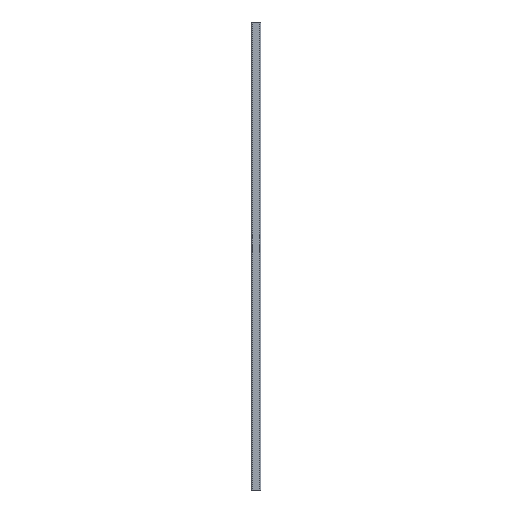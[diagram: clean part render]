
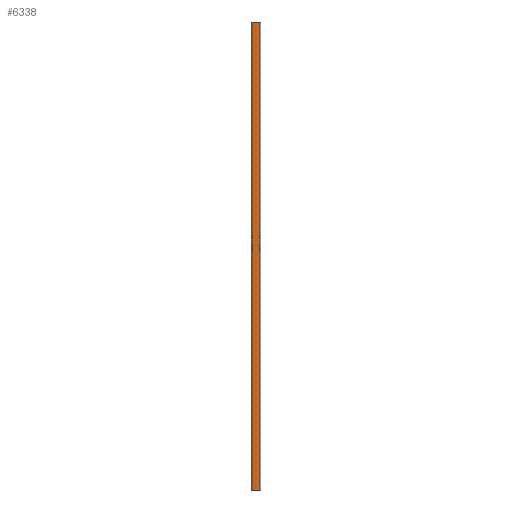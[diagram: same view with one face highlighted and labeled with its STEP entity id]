
A CAD part, left-side view. The second image highlights one B-rep face of the part: STEP entity #6338.
In plain terms, the highlighted planar face has unit normal (-1, 0, 0).
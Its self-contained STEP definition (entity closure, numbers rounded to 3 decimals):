
#1001 = FACE_OUTER_BOUND ( 'NONE', #35501, .T. ) ;
#1072 = VECTOR ( 'NONE', #17538, 1000. ) ;
#4509 = ORIENTED_EDGE ( 'NONE', *, *, #23630, .T. ) ;
#5758 = LINE ( 'NONE', #32955, #34697 ) ;
#6338 = ADVANCED_FACE ( 'NONE', ( #1001 ), #37827, .T. ) ;
#7230 = AXIS2_PLACEMENT_3D ( 'NONE', #37691, #37764, #37707 ) ;
#8541 = DIRECTION ( 'NONE',  ( 0., -1., 0. ) ) ;
#9009 = LINE ( 'NONE', #27374, #17797 ) ;
#10148 = VERTEX_POINT ( 'NONE', #37995 ) ;
#10332 = DIRECTION ( 'NONE',  ( 0., -1., 0. ) ) ;
#13771 = VERTEX_POINT ( 'NONE', #13802 ) ;
#13802 = CARTESIAN_POINT ( 'NONE',  ( -250., -22.5, 1500. ) ) ;
#14086 = EDGE_CURVE ( 'NONE', #10148, #13771, #9009, .T. ) ;
#16695 = EDGE_CURVE ( 'NONE', #37765, #10148, #41341, .T. ) ;
#17538 = DIRECTION ( 'NONE',  ( 0., 0., 1. ) ) ;
#17797 = VECTOR ( 'NONE', #8541, 1000. ) ;
#18223 = CARTESIAN_POINT ( 'NONE',  ( -250., -22.5, -1500. ) ) ;
#21894 = EDGE_CURVE ( 'NONE', #34968, #13771, #45586, .T. ) ;
#23630 = EDGE_CURVE ( 'NONE', #37765, #34968, #5758, .T. ) ;
#27374 = CARTESIAN_POINT ( 'NONE',  ( -250., 22.5, 1500. ) ) ;
#32955 = CARTESIAN_POINT ( 'NONE',  ( -250., 22.5, -1500. ) ) ;
#33458 = DIRECTION ( 'NONE',  ( 0., 0., 1. ) ) ;
#33844 = CARTESIAN_POINT ( 'NONE',  ( -250., -22.5, -1500. ) ) ;
#34697 = VECTOR ( 'NONE', #10332, 1000. ) ;
#34968 = VERTEX_POINT ( 'NONE', #33844 ) ;
#35501 = EDGE_LOOP ( 'NONE', ( #46466, #46344, #4509, #42112 ) ) ;
#37691 = CARTESIAN_POINT ( 'NONE',  ( -250., 22.5, -1500. ) ) ;
#37707 = DIRECTION ( 'NONE',  ( 0., -1., 0. ) ) ;
#37764 = DIRECTION ( 'NONE',  ( -1., 0., 0. ) ) ;
#37765 = VERTEX_POINT ( 'NONE', #47340 ) ;
#37827 = PLANE ( 'NONE',  #7230 ) ;
#37995 = CARTESIAN_POINT ( 'NONE',  ( -250., 22.5, 1500. ) ) ;
#41341 = LINE ( 'NONE', #44115, #1072 ) ;
#42112 = ORIENTED_EDGE ( 'NONE', *, *, #21894, .T. ) ;
#44115 = CARTESIAN_POINT ( 'NONE',  ( -250., 22.5, -1500. ) ) ;
#44368 = VECTOR ( 'NONE', #33458, 1000. ) ;
#45586 = LINE ( 'NONE', #18223, #44368 ) ;
#46344 = ORIENTED_EDGE ( 'NONE', *, *, #16695, .F. ) ;
#46466 = ORIENTED_EDGE ( 'NONE', *, *, #14086, .F. ) ;
#47340 = CARTESIAN_POINT ( 'NONE',  ( -250., 22.5, -1500. ) ) ;
